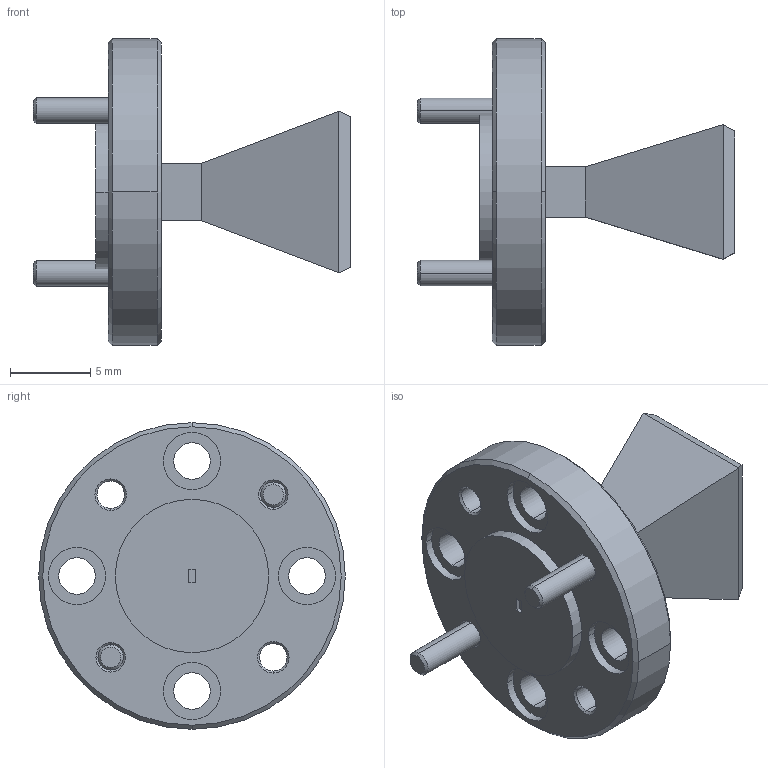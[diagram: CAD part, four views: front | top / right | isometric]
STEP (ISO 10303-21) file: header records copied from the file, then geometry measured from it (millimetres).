
FILE_DESCRIPTION (( 'STEP AP203' ), '1' );
FILE_NAME ('DMAR-03-102-1, DF.STEP', '2018-02-27T20:28:24', ( '' ), ( '' ), 'SwSTEP 2.0', 'SolidWorks 2016', '' );
FILE_SCHEMA (( 'CONFIG_CONTROL_DESIGN' ));
Length unit declared in the file: inch
Products named in the file (1): DMAR-03-102-1, DF
Bounding box: 19.7 x 19.05 x 19.05 mm (x, y, z)
Volume: 1370.2 mm3; surface area: 1347.8 mm2
Topology: 4 solids, 4 shells, 82 faces, 184 edges, 116 vertices
Faces by surface type: cylinder 32, plane 30, cone 20
Entity records: 2401 total; most frequent: DIRECTION 438, CARTESIAN_POINT 383, ORIENTED_EDGE 368, EDGE_CURVE 184, AXIS2_PLACEMENT_3D 171, VERTEX_POINT 116, EDGE_LOOP 104, LINE 96
